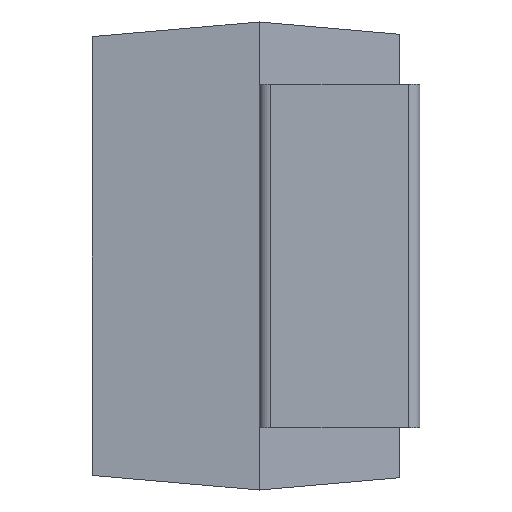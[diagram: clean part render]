
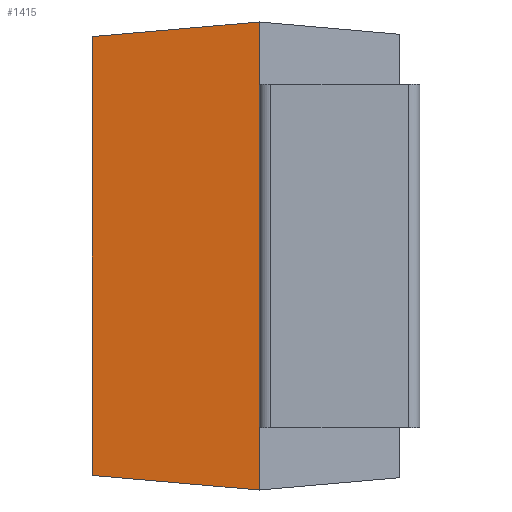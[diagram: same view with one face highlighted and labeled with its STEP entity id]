
A CAD part, left-side view. The second image highlights one B-rep face of the part: STEP entity #1415.
In plain terms, the highlighted face is planar.
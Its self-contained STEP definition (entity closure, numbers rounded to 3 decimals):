
#288 = DIRECTION ( 'NONE',  ( 0.996, 0.087, 0. ) ) ;
#423 = CARTESIAN_POINT ( 'NONE',  ( 1.72, 0., 1.5 ) ) ;
#462 = VECTOR ( 'NONE', #3223, 1000. ) ;
#563 = CARTESIAN_POINT ( 'NONE',  ( 1.72, 0., 1.5 ) ) ;
#578 = LINE ( 'NONE', #925, #3701 ) ;
#770 = FACE_OUTER_BOUND ( 'NONE', #2447, .T. ) ;
#892 = ORIENTED_EDGE ( 'NONE', *, *, #1410, .F. ) ;
#925 = CARTESIAN_POINT ( 'NONE',  ( 1.626, 1.07, 1.5 ) ) ;
#1086 = CARTESIAN_POINT ( 'NONE',  ( 1.626, 1.07, 1.406 ) ) ;
#1410 = EDGE_CURVE ( 'NONE', #1432, #3564, #1424, .T. ) ;
#1415 = ADVANCED_FACE ( 'NONE', ( #770 ), #3280, .T. ) ;
#1424 = LINE ( 'NONE', #2991, #1696 ) ;
#1432 = VERTEX_POINT ( 'NONE', #1773 ) ;
#1544 = EDGE_CURVE ( 'NONE', #3662, #1432, #578, .T. ) ;
#1696 = VECTOR ( 'NONE', #2963, 1000. ) ;
#1773 = CARTESIAN_POINT ( 'NONE',  ( 1.626, 1.07, -1.406 ) ) ;
#1851 = ORIENTED_EDGE ( 'NONE', *, *, #3147, .T. ) ;
#1878 = AXIS2_PLACEMENT_3D ( 'NONE', #563, #288, #2693 ) ;
#2112 = ORIENTED_EDGE ( 'NONE', *, *, #1544, .F. ) ;
#2133 = LINE ( 'NONE', #2956, #462 ) ;
#2220 = EDGE_CURVE ( 'NONE', #3671, #3564, #3407, .T. ) ;
#2223 = CARTESIAN_POINT ( 'NONE',  ( 1.72, 0., -1.5 ) ) ;
#2447 = EDGE_LOOP ( 'NONE', ( #2482, #892, #2112, #1851 ) ) ;
#2482 = ORIENTED_EDGE ( 'NONE', *, *, #2220, .T. ) ;
#2693 = DIRECTION ( 'NONE',  ( -0.087, 0.996, 0. ) ) ;
#2956 = CARTESIAN_POINT ( 'NONE',  ( 1.72, 0., 1.5 ) ) ;
#2963 = DIRECTION ( 'NONE',  ( 0.087, -0.992, -0.087 ) ) ;
#2991 = CARTESIAN_POINT ( 'NONE',  ( 1.72, 0., -1.5 ) ) ;
#3049 = DIRECTION ( 'NONE',  ( 0., 0., -1. ) ) ;
#3147 = EDGE_CURVE ( 'NONE', #3662, #3671, #2133, .T. ) ;
#3223 = DIRECTION ( 'NONE',  ( 0.087, -0.992, 0.087 ) ) ;
#3280 = PLANE ( 'NONE',  #1878 ) ;
#3407 = LINE ( 'NONE', #423, #3460 ) ;
#3459 = DIRECTION ( 'NONE',  ( 0., 0., -1. ) ) ;
#3460 = VECTOR ( 'NONE', #3459, 1000. ) ;
#3542 = CARTESIAN_POINT ( 'NONE',  ( 1.72, 0., 1.5 ) ) ;
#3564 = VERTEX_POINT ( 'NONE', #2223 ) ;
#3662 = VERTEX_POINT ( 'NONE', #1086 ) ;
#3671 = VERTEX_POINT ( 'NONE', #3542 ) ;
#3701 = VECTOR ( 'NONE', #3049, 1000. ) ;
